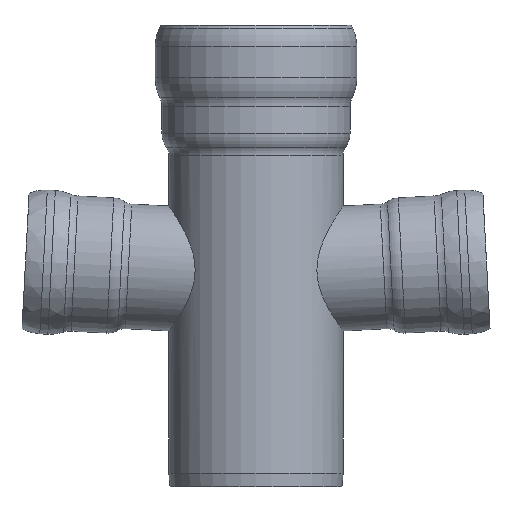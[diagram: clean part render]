
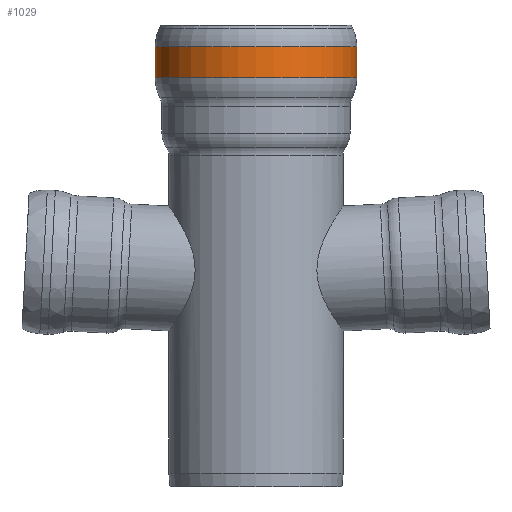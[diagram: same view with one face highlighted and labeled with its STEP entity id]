
A CAD part, front view. The second image highlights one B-rep face of the part: STEP entity #1029.
In plain terms, the highlighted conical face has half-angle 0 degrees and reference radius 590 mm.
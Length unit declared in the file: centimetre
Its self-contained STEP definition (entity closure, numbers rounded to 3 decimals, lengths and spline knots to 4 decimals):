
#48=CONICAL_SURFACE('',#1120,59.,0.);
#76=CIRCLE('',#1117,59.);
#78=CIRCLE('',#1119,59.);
#79=CIRCLE('',#1121,58.9999);
#80=CIRCLE('',#1122,58.9999);
#207=FACE_OUTER_BOUND('',#270,.T.);
#270=EDGE_LOOP('',(#736,#737,#738,#739,#740,#741));
#332=LINE('',#2254,#360);
#360=VECTOR('',#1347,59.);
#424=VERTEX_POINT('',#2244);
#425=VERTEX_POINT('',#2245);
#426=VERTEX_POINT('',#2250);
#427=VERTEX_POINT('',#2251);
#541=EDGE_CURVE('',#424,#425,#76,.T.);
#543=EDGE_CURVE('',#425,#424,#78,.T.);
#544=EDGE_CURVE('',#426,#427,#79,.T.);
#545=EDGE_CURVE('',#427,#426,#80,.T.);
#546=EDGE_CURVE('',#427,#425,#332,.T.);
#736=ORIENTED_EDGE('',*,*,#544,.F.);
#737=ORIENTED_EDGE('',*,*,#545,.F.);
#738=ORIENTED_EDGE('',*,*,#546,.T.);
#739=ORIENTED_EDGE('',*,*,#543,.T.);
#740=ORIENTED_EDGE('',*,*,#541,.T.);
#741=ORIENTED_EDGE('',*,*,#546,.F.);
#1029=ADVANCED_FACE('',(#207),#48,.T.);
#1117=AXIS2_PLACEMENT_3D('',#2246,#1335,#1336);
#1119=AXIS2_PLACEMENT_3D('',#2248,#1339,#1340);
#1120=AXIS2_PLACEMENT_3D('',#2249,#1341,#1342);
#1121=AXIS2_PLACEMENT_3D('',#2252,#1343,#1344);
#1122=AXIS2_PLACEMENT_3D('',#2253,#1345,#1346);
#1335=DIRECTION('center_axis',(0.,0.,-1.));
#1336=DIRECTION('ref_axis',(1.,0.,0.));
#1339=DIRECTION('center_axis',(0.,0.,-1.));
#1340=DIRECTION('ref_axis',(1.,0.,0.));
#1341=DIRECTION('center_axis',(0.,0.,1.));
#1342=DIRECTION('ref_axis',(-1.,0.,0.));
#1343=DIRECTION('center_axis',(0.,0.,-1.));
#1344=DIRECTION('ref_axis',(1.,0.,0.));
#1345=DIRECTION('center_axis',(0.,0.,-1.));
#1346=DIRECTION('ref_axis',(1.,0.,0.));
#1347=DIRECTION('',(0.,0.,1.));
#2244=CARTESIAN_POINT('',(0.,-59.,57.7938));
#2245=CARTESIAN_POINT('',(59.,0.,57.7938));
#2246=CARTESIAN_POINT('Origin',(0.,0.,57.7938));
#2248=CARTESIAN_POINT('Origin',(0.,0.,57.7938));
#2249=CARTESIAN_POINT('Origin',(0.,0.,48.7127));
#2250=CARTESIAN_POINT('',(0.,-58.9999,39.6316));
#2251=CARTESIAN_POINT('',(58.9999,0.,39.6316));
#2252=CARTESIAN_POINT('Origin',(0.,0.,39.6316));
#2253=CARTESIAN_POINT('Origin',(0.,0.,39.6316));
#2254=CARTESIAN_POINT('',(59.,0.,48.7127));
